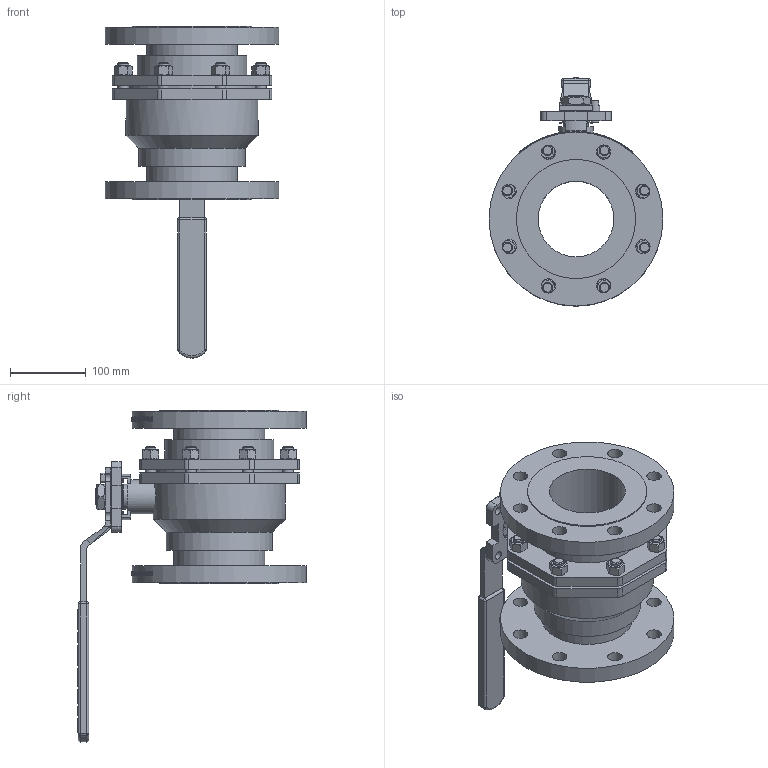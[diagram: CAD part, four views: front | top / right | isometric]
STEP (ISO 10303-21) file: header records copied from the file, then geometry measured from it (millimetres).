
FILE_DESCRIPTION(/* description */ ('794100'),/* implementation_level */ '2;1');
FILE_NAME(/* name */ '794100.stp',/* time_stamp */ '2017-08-02T11:05:56+02:00',/* author */ ('jmorand'),/* organization */ ('Sferaco'),/* preprocessor_version */ 'ST-DEVELOPER v16.5',/* originating_system */ 'Autodesk Inventor 2017',/* authorisation */ '');
FILE_SCHEMA (('CONFIG_CONTROL_DESIGN'));
Products named in the file (1): 794100_bd
Bounding box: 229 x 301 x 437.42 mm (x, y, z)
Volume: 4109753.4 mm3; surface area: 496640.4 mm2
Topology: 1 solids, 2 shells, 2114 faces, 5763 edges, 3822 vertices
Faces by surface type: bspline 929, plane 888, cylinder 242, cone 44, sphere 8, torus 3
Full cylindrical faces by diameter (mm): 10 x1, 11 x4, 11.835 x8, 13 x1, 14 x16, 14.5 x8, 19 x16, 22.5 x2, 33 x1, 38 x1, 43 x1, 45 x1, 55 x1, 100 x1, 120 x2, 140 x1, 144 x1, 157 x2, 174 x1, 180 x1, 229 x2
Entity records: 85973 total; most frequent: CARTESIAN_POINT 37060, ORIENTED_EDGE 11182, DIRECTION 6766, EDGE_CURVE 5591, VERTEX_POINT 3765, LINE 2814, VECTOR 2814, EDGE_LOOP 2490
